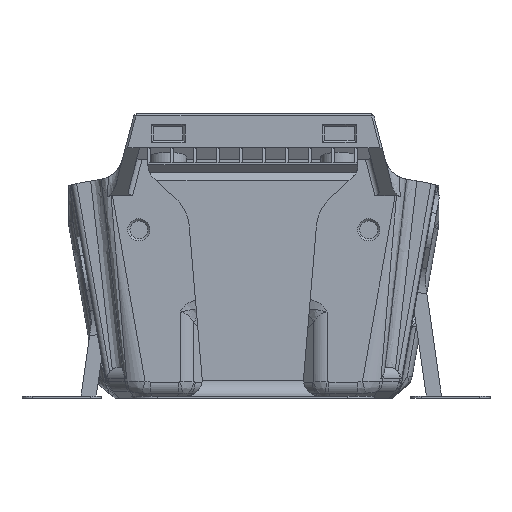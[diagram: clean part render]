
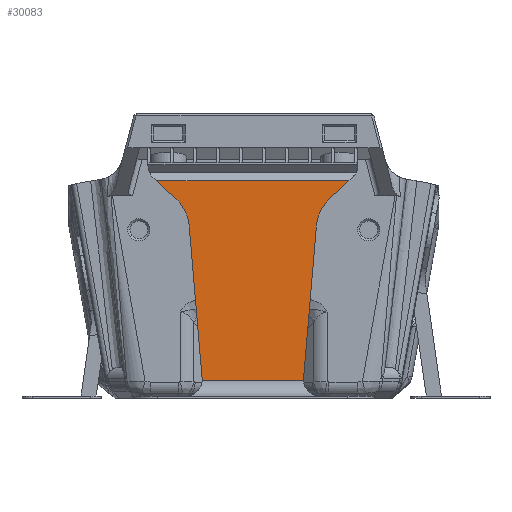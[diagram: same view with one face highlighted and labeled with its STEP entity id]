
A CAD part, front view. The second image highlights one B-rep face of the part: STEP entity #30083.
In plain terms, the highlighted planar face has unit normal (0, -1, 0).
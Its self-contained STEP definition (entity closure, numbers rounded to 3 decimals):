
#272=CIRCLE('',#32019,3.);
#273=CIRCLE('',#32020,3.);
#274=CIRCLE('',#32021,8.);
#275=CIRCLE('',#32022,8.);
#4030=ORIENTED_EDGE('',*,*,#12755,.T.);
#4031=ORIENTED_EDGE('',*,*,#12756,.T.);
#4032=ORIENTED_EDGE('',*,*,#12757,.T.);
#4033=ORIENTED_EDGE('',*,*,#12753,.F.);
#4034=ORIENTED_EDGE('',*,*,#12758,.T.);
#4035=ORIENTED_EDGE('',*,*,#12759,.T.);
#4036=ORIENTED_EDGE('',*,*,#12760,.F.);
#4037=ORIENTED_EDGE('',*,*,#12761,.F.);
#4038=ORIENTED_EDGE('',*,*,#12762,.T.);
#4039=ORIENTED_EDGE('',*,*,#12763,.T.);
#12753=EDGE_CURVE('',#17203,#17204,#20104,.T.);
#12755=EDGE_CURVE('',#17205,#17206,#272,.T.);
#12756=EDGE_CURVE('',#17206,#17207,#20106,.F.);
#12757=EDGE_CURVE('',#17207,#17204,#273,.T.);
#12758=EDGE_CURVE('',#17203,#17208,#274,.T.);
#12759=EDGE_CURVE('',#17208,#17209,#20107,.T.);
#12760=EDGE_CURVE('',#17210,#17209,#20108,.T.);
#12761=EDGE_CURVE('',#17211,#17210,#20109,.T.);
#12762=EDGE_CURVE('',#17211,#17212,#275,.T.);
#12763=EDGE_CURVE('',#17212,#17205,#20110,.T.);
#17203=VERTEX_POINT('',#45461);
#17204=VERTEX_POINT('',#45463);
#17205=VERTEX_POINT('',#45467);
#17206=VERTEX_POINT('',#45468);
#17207=VERTEX_POINT('',#45470);
#17208=VERTEX_POINT('',#45473);
#17209=VERTEX_POINT('',#45475);
#17210=VERTEX_POINT('',#45477);
#17211=VERTEX_POINT('',#45479);
#17212=VERTEX_POINT('',#45481);
#20104=LINE('',#45462,#22764);
#20106=LINE('',#45469,#22766);
#20107=LINE('',#45474,#22767);
#20108=LINE('',#45476,#22768);
#20109=LINE('',#45478,#22769);
#20110=LINE('',#45482,#22770);
#22764=VECTOR('',#35357,1000.);
#22766=VECTOR('',#35363,1000.);
#22767=VECTOR('',#35368,1000.);
#22768=VECTOR('',#35369,1000.);
#22769=VECTOR('',#35370,1000.);
#22770=VECTOR('',#35373,1000.);
#25384=EDGE_LOOP('',(#4030,#4031,#4032,#4033,#4034,#4035,#4036,#4037,#4038,
#4039));
#27278=FACE_BOUND('',#25384,.T.);
#29049=PLANE('',#32018);
#30083=ADVANCED_FACE('',(#27278),#29049,.F.);
#32018=AXIS2_PLACEMENT_3D('',#45465,#35359,#35360);
#32019=AXIS2_PLACEMENT_3D('',#45466,#35361,#35362);
#32020=AXIS2_PLACEMENT_3D('',#45471,#35364,#35365);
#32021=AXIS2_PLACEMENT_3D('',#45472,#35366,#35367);
#32022=AXIS2_PLACEMENT_3D('',#45480,#35371,#35372);
#35357=DIRECTION('',(-0.084,0.,-0.996));
#35359=DIRECTION('',(0.,1.,0.));
#35360=DIRECTION('',(0.,0.,1.));
#35361=DIRECTION('',(0.,1.,0.));
#35362=DIRECTION('',(0.,0.,1.));
#35363=DIRECTION('',(-1.,0.,0.));
#35364=DIRECTION('',(0.,1.,0.));
#35365=DIRECTION('',(0.,0.,1.));
#35366=DIRECTION('',(0.,1.,0.));
#35367=DIRECTION('',(0.,0.,1.));
#35368=DIRECTION('',(0.731,0.,0.682));
#35369=DIRECTION('',(1.,0.,0.));
#35370=DIRECTION('',(-0.731,0.,0.682));
#35371=DIRECTION('',(0.,1.,0.));
#35372=DIRECTION('',(0.,0.,1.));
#35373=DIRECTION('',(0.084,0.,-0.996));
#45461=CARTESIAN_POINT('',(11.856,-32.314,32.579));
#45462=CARTESIAN_POINT('',(36.482,-32.314,324.724));
#45463=CARTESIAN_POINT('',(9.418,-32.314,3.652));
#45465=CARTESIAN_POINT('',(0.,-32.314,327.8));
#45466=CARTESIAN_POINT('',(-12.767,-32.314,3.4));
#45467=CARTESIAN_POINT('',(-9.777,-32.314,3.652));
#45468=CARTESIAN_POINT('',(-9.767,-32.314,3.4));
#45469=CARTESIAN_POINT('',(9.143,-32.314,3.4));
#45470=CARTESIAN_POINT('',(9.407,-32.314,3.4));
#45471=CARTESIAN_POINT('',(12.407,-32.314,3.4));
#45472=CARTESIAN_POINT('',(19.828,-32.314,31.907));
#45473=CARTESIAN_POINT('',(14.372,-32.314,37.757));
#45474=CARTESIAN_POINT('',(16.736,-32.314,39.963));
#45475=CARTESIAN_POINT('',(17.982,-32.314,41.124));
#45476=CARTESIAN_POINT('',(-65.369,-32.314,41.124));
#45477=CARTESIAN_POINT('',(-18.341,-32.314,41.124));
#45478=CARTESIAN_POINT('',(-17.096,-32.314,39.963));
#45479=CARTESIAN_POINT('',(-14.731,-32.314,37.757));
#45480=CARTESIAN_POINT('',(-20.187,-32.314,31.907));
#45481=CARTESIAN_POINT('',(-12.216,-32.314,32.579));
#45482=CARTESIAN_POINT('',(-36.839,-32.314,324.694));
